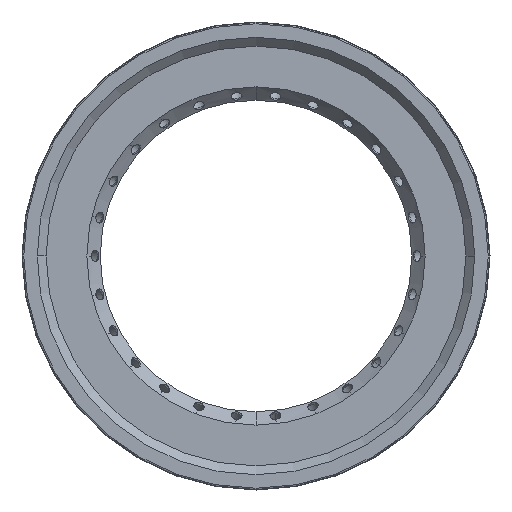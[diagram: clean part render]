
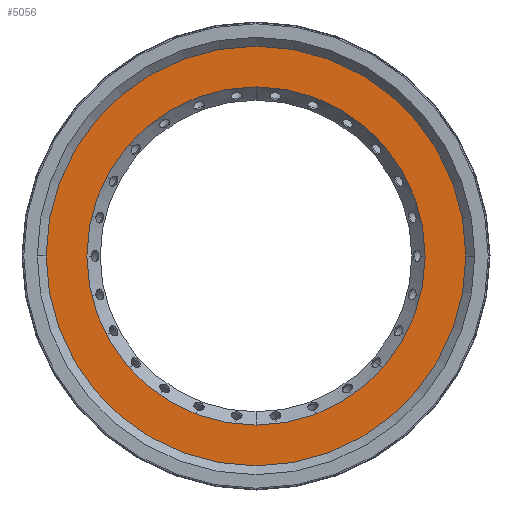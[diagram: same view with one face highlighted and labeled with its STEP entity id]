
A CAD part, front view. The second image highlights one B-rep face of the part: STEP entity #5056.
In plain terms, the highlighted planar face has unit normal (0, -1, 0).
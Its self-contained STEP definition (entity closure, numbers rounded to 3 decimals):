
#250 = AXIS2_PLACEMENT_3D ( 'NONE', #430, #5167, #1106 ) ;
#279 = CARTESIAN_POINT ( 'NONE',  ( 0., 0., 0. ) ) ;
#430 = CARTESIAN_POINT ( 'NONE',  ( 0., 0., 0. ) ) ;
#540 = CARTESIAN_POINT ( 'NONE',  ( 0., 0., 19. ) ) ;
#572 = EDGE_CURVE ( 'NONE', #8326, #5731, #4076, .T. ) ;
#670 = AXIS2_PLACEMENT_3D ( 'NONE', #6762, #7436, #3359 ) ;
#960 = DIRECTION ( 'NONE',  ( 0., 0., 1. ) ) ;
#997 = DIRECTION ( 'NONE',  ( 0., 1., 0. ) ) ;
#1078 = CIRCLE ( 'NONE', #2999, 23.571 ) ;
#1106 = DIRECTION ( 'NONE',  ( 0., 0., 1. ) ) ;
#1445 = VERTEX_POINT ( 'NONE', #5480 ) ;
#1621 = CARTESIAN_POINT ( 'NONE',  ( 23.571, 0., 0. ) ) ;
#1664 = ORIENTED_EDGE ( 'NONE', *, *, #7097, .F. ) ;
#2085 = CARTESIAN_POINT ( 'NONE',  ( 0., 0., 0. ) ) ;
#2552 = CIRCLE ( 'NONE', #250, 23.571 ) ;
#2769 = DIRECTION ( 'NONE',  ( 0., 0., 1. ) ) ;
#2999 = AXIS2_PLACEMENT_3D ( 'NONE', #279, #5016, #960 ) ;
#3091 = VERTEX_POINT ( 'NONE', #1621 ) ;
#3139 = EDGE_CURVE ( 'NONE', #1445, #3091, #1078, .T. ) ;
#3359 = DIRECTION ( 'NONE',  ( 0., 0., 1. ) ) ;
#3601 = ORIENTED_EDGE ( 'NONE', *, *, #4377, .T. ) ;
#3930 = PLANE ( 'NONE',  #670 ) ;
#4076 = CIRCLE ( 'NONE', #8001, 19. ) ;
#4377 = EDGE_CURVE ( 'NONE', #5731, #8326, #4522, .T. ) ;
#4522 = CIRCLE ( 'NONE', #4660, 19. ) ;
#4660 = AXIS2_PLACEMENT_3D ( 'NONE', #2085, #6852, #2769 ) ;
#4878 = EDGE_LOOP ( 'NONE', ( #1664, #6276 ) ) ;
#4921 = FACE_OUTER_BOUND ( 'NONE', #4878, .T. ) ;
#4936 = ORIENTED_EDGE ( 'NONE', *, *, #572, .T. ) ;
#5016 = DIRECTION ( 'NONE',  ( 0., 1., 0. ) ) ;
#5055 = CARTESIAN_POINT ( 'NONE',  ( 0., 0., 0. ) ) ;
#5056 = ADVANCED_FACE ( 'NONE', ( #5359, #4921 ), #3930, .F. ) ;
#5113 = CARTESIAN_POINT ( 'NONE',  ( 0., 0., -19. ) ) ;
#5167 = DIRECTION ( 'NONE',  ( 0., 1., 0. ) ) ;
#5359 = FACE_BOUND ( 'NONE', #5415, .T. ) ;
#5415 = EDGE_LOOP ( 'NONE', ( #3601, #4936 ) ) ;
#5480 = CARTESIAN_POINT ( 'NONE',  ( -23.571, 0., 0. ) ) ;
#5731 = VERTEX_POINT ( 'NONE', #5113 ) ;
#5753 = DIRECTION ( 'NONE',  ( 0., 0., 1. ) ) ;
#6276 = ORIENTED_EDGE ( 'NONE', *, *, #3139, .F. ) ;
#6762 = CARTESIAN_POINT ( 'NONE',  ( 0., 0., 0. ) ) ;
#6852 = DIRECTION ( 'NONE',  ( 0., 1., 0. ) ) ;
#7097 = EDGE_CURVE ( 'NONE', #3091, #1445, #2552, .T. ) ;
#7436 = DIRECTION ( 'NONE',  ( 0., 1., 0. ) ) ;
#8001 = AXIS2_PLACEMENT_3D ( 'NONE', #5055, #997, #5753 ) ;
#8326 = VERTEX_POINT ( 'NONE', #540 ) ;
